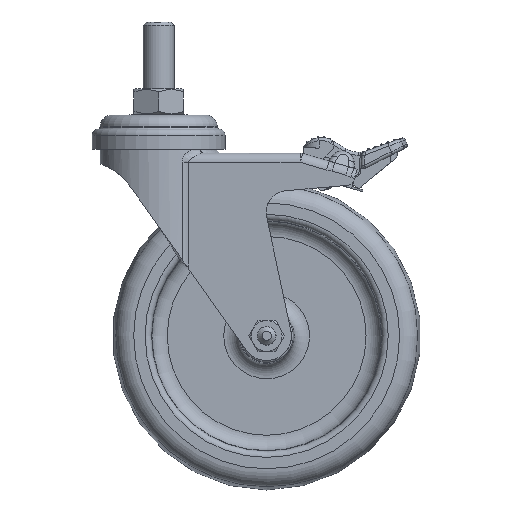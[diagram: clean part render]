
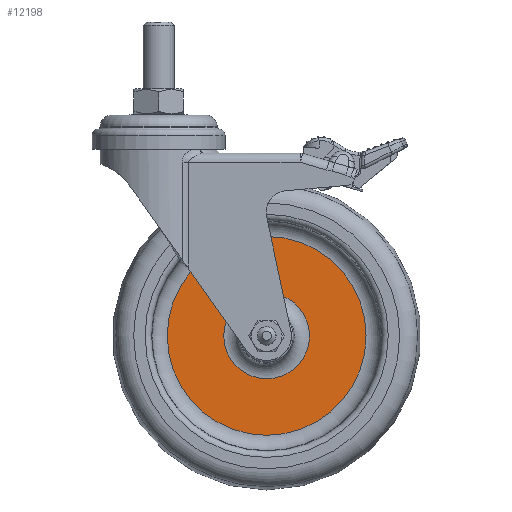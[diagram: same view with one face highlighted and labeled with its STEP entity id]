
A CAD part, left-side view. The second image highlights one B-rep face of the part: STEP entity #12198.
In plain terms, the highlighted planar face has unit normal (-1, 0, 0).
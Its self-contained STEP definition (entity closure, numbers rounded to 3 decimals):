
#2416=PLANE('',#13668);
#6304=ORIENTED_EDGE('',*,*,#8101,.T.);
#6305=ORIENTED_EDGE('',*,*,#8100,.F.);
#8100=EDGE_CURVE('',#9272,#9272,#9743,.T.);
#8101=EDGE_CURVE('',#9273,#9273,#9744,.T.);
#9272=VERTEX_POINT('',#27415);
#9273=VERTEX_POINT('',#27418);
#9743=CIRCLE('',#13665,13.9);
#9744=CIRCLE('',#13667,32.218);
#10568=EDGE_LOOP('',(#6304));
#10569=EDGE_LOOP('',(#6305));
#11408=FACE_BOUND('',#10568,.T.);
#11409=FACE_BOUND('',#10569,.T.);
#12198=ADVANCED_FACE('',(#11408,#11409),#2416,.F.);
#13665=AXIS2_PLACEMENT_3D('',#27414,#16772,#16773);
#13667=AXIS2_PLACEMENT_3D('',#27417,#16776,#16777);
#13668=AXIS2_PLACEMENT_3D('',#27419,#16778,#16779);
#16772=DIRECTION('',(-1.,0.,0.));
#16773=DIRECTION('',(0.,0.,1.));
#16776=DIRECTION('',(-1.,0.,0.));
#16777=DIRECTION('',(0.,0.,1.));
#16778=DIRECTION('',(1.,0.,0.));
#16779=DIRECTION('',(0.,1.,0.));
#27414=CARTESIAN_POINT('',(-2.25,0.,0.));
#27415=CARTESIAN_POINT('',(-2.25,0.,13.9));
#27417=CARTESIAN_POINT('',(-2.25,0.,0.));
#27418=CARTESIAN_POINT('',(-2.25,0.,32.218));
#27419=CARTESIAN_POINT('',(-2.25,32.218,0.));
